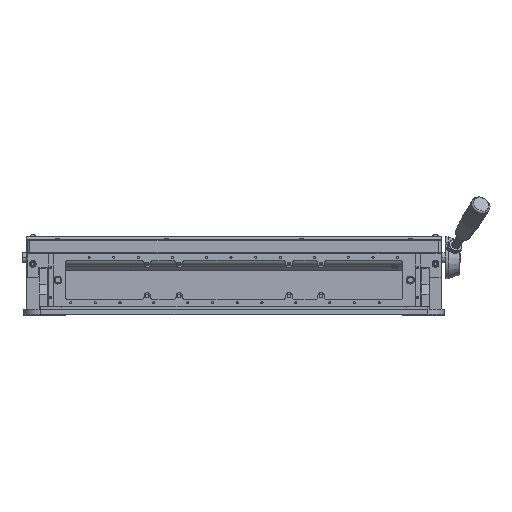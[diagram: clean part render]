
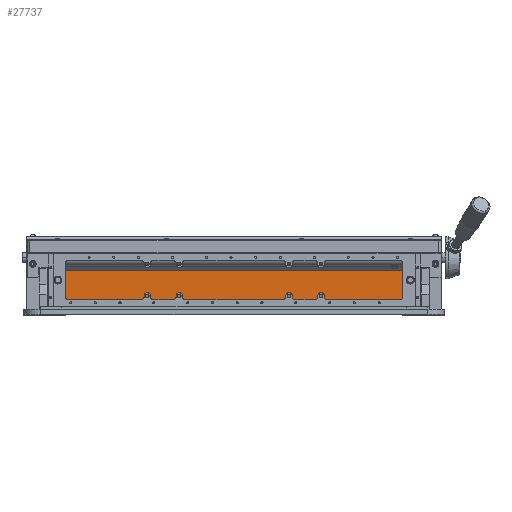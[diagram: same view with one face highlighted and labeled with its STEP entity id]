
A CAD part, top view. The second image highlights one B-rep face of the part: STEP entity #27737.
In plain terms, the highlighted planar face has unit normal (0, 0, 1).
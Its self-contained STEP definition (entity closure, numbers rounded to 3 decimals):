
#488 = CARTESIAN_POINT ( 'NONE',  ( 239.5, -65.042, -69.292 ) ) ;
#775 = CARTESIAN_POINT ( 'NONE',  ( -247., -38.347, -69.292 ) ) ;
#1102 = CARTESIAN_POINT ( 'NONE',  ( -247., -38.347, -69.292 ) ) ;
#1549 = DIRECTION ( 'NONE',  ( 1., 0., 0. ) ) ;
#1555 = DIRECTION ( 'NONE',  ( 0., 0., -1. ) ) ;
#2577 = AXIS2_PLACEMENT_3D ( 'NONE', #14925, #11960, #1549 ) ;
#2634 = CARTESIAN_POINT ( 'NONE',  ( 237.25, -65.042, -69.292 ) ) ;
#3151 = VERTEX_POINT ( 'NONE', #24110 ) ;
#3308 = VECTOR ( 'NONE', #28741, 1000. ) ;
#5254 = ORIENTED_EDGE ( 'NONE', *, *, #25383, .F. ) ;
#7396 = VECTOR ( 'NONE', #36884, 1000. ) ;
#7667 = DIRECTION ( 'NONE',  ( 1., 0., 0. ) ) ;
#8440 = LINE ( 'NONE', #19240, #7396 ) ;
#8660 = DIRECTION ( 'NONE',  ( 1., 0., 0. ) ) ;
#9681 = DIRECTION ( 'NONE',  ( 1., 0., 0. ) ) ;
#11309 = EDGE_CURVE ( 'NONE', #41082, #22506, #24543, .T. ) ;
#11960 = DIRECTION ( 'NONE',  ( 0., 0., 1. ) ) ;
#12035 = EDGE_CURVE ( 'NONE', #28070, #22506, #15759, .T. ) ;
#12687 = CIRCLE ( 'NONE', #2577, 2.25 ) ;
#12892 = CARTESIAN_POINT ( 'NONE',  ( -237.25, -65.042, -69.292 ) ) ;
#14118 = CIRCLE ( 'NONE', #35169, 2.25 ) ;
#14469 = CARTESIAN_POINT ( 'NONE',  ( -241.75, -65.042, -69.292 ) ) ;
#14925 = CARTESIAN_POINT ( 'NONE',  ( -239.5, -65.042, -69.292 ) ) ;
#15498 = CIRCLE ( 'NONE', #39074, 2.25 ) ;
#15759 = LINE ( 'NONE', #33393, #34235 ) ;
#15847 = VECTOR ( 'NONE', #16931, 1000. ) ;
#16080 = VERTEX_POINT ( 'NONE', #14469 ) ;
#16931 = DIRECTION ( 'NONE',  ( 1., 0., 0. ) ) ;
#17000 = AXIS2_PLACEMENT_3D ( 'NONE', #24224, #1555, #41187 ) ;
#18331 = CARTESIAN_POINT ( 'NONE',  ( 247., -38.347, -69.292 ) ) ;
#18638 = EDGE_CURVE ( 'NONE', #30837, #28070, #8440, .T. ) ;
#18896 = CARTESIAN_POINT ( 'NONE',  ( -239.5, -65.042, -69.292 ) ) ;
#19240 = CARTESIAN_POINT ( 'NONE',  ( 247., -90.042, -69.292 ) ) ;
#20087 = ORIENTED_EDGE ( 'NONE', *, *, #24381, .F. ) ;
#20132 = EDGE_CURVE ( 'NONE', #41082, #30837, #40656, .T. ) ;
#22014 = CIRCLE ( 'NONE', #37576, 2.25 ) ;
#22048 = EDGE_CURVE ( 'NONE', #3151, #31760, #22014, .T. ) ;
#22506 = VERTEX_POINT ( 'NONE', #18331 ) ;
#22581 = DIRECTION ( 'NONE',  ( 0., 0., 1. ) ) ;
#23789 = CARTESIAN_POINT ( 'NONE',  ( -247., -90.042, -69.292 ) ) ;
#24110 = CARTESIAN_POINT ( 'NONE',  ( 241.75, -65.042, -69.292 ) ) ;
#24224 = CARTESIAN_POINT ( 'NONE',  ( 247., -38.042, -69.292 ) ) ;
#24381 = EDGE_CURVE ( 'NONE', #31760, #3151, #14118, .T. ) ;
#24420 = DIRECTION ( 'NONE',  ( 0., 0., 1. ) ) ;
#24543 = LINE ( 'NONE', #1102, #15847 ) ;
#25383 = EDGE_CURVE ( 'NONE', #16080, #33743, #15498, .T. ) ;
#26594 = FACE_OUTER_BOUND ( 'NONE', #31550, .T. ) ;
#26989 = ORIENTED_EDGE ( 'NONE', *, *, #11309, .F. ) ;
#27737 = ADVANCED_FACE ( 'NONE', ( #32773, #35325, #26594 ), #30987, .F. ) ;
#28070 = VERTEX_POINT ( 'NONE', #33203 ) ;
#28694 = ORIENTED_EDGE ( 'NONE', *, *, #28886, .F. ) ;
#28741 = DIRECTION ( 'NONE',  ( 0., -1., 0. ) ) ;
#28886 = EDGE_CURVE ( 'NONE', #33743, #16080, #12687, .T. ) ;
#30837 = VERTEX_POINT ( 'NONE', #23789 ) ;
#30987 = PLANE ( 'NONE',  #17000 ) ;
#31550 = EDGE_LOOP ( 'NONE', ( #26989, #36432, #34183, #38700 ) ) ;
#31760 = VERTEX_POINT ( 'NONE', #2634 ) ;
#32773 = FACE_BOUND ( 'NONE', #40569, .T. ) ;
#33203 = CARTESIAN_POINT ( 'NONE',  ( 247., -90.042, -69.292 ) ) ;
#33393 = CARTESIAN_POINT ( 'NONE',  ( 247., -38.042, -69.292 ) ) ;
#33743 = VERTEX_POINT ( 'NONE', #12892 ) ;
#34183 = ORIENTED_EDGE ( 'NONE', *, *, #18638, .T. ) ;
#34235 = VECTOR ( 'NONE', #36969, 1000. ) ;
#35169 = AXIS2_PLACEMENT_3D ( 'NONE', #488, #40264, #7667 ) ;
#35325 = FACE_BOUND ( 'NONE', #41370, .T. ) ;
#36432 = ORIENTED_EDGE ( 'NONE', *, *, #20132, .T. ) ;
#36884 = DIRECTION ( 'NONE',  ( 1., 0., 0. ) ) ;
#36969 = DIRECTION ( 'NONE',  ( 0., 1., 0. ) ) ;
#37576 = AXIS2_PLACEMENT_3D ( 'NONE', #37780, #24420, #8660 ) ;
#37780 = CARTESIAN_POINT ( 'NONE',  ( 239.5, -65.042, -69.292 ) ) ;
#38700 = ORIENTED_EDGE ( 'NONE', *, *, #12035, .T. ) ;
#39074 = AXIS2_PLACEMENT_3D ( 'NONE', #18896, #22581, #9681 ) ;
#40264 = DIRECTION ( 'NONE',  ( 0., 0., 1. ) ) ;
#40569 = EDGE_LOOP ( 'NONE', ( #41937, #20087 ) ) ;
#40656 = LINE ( 'NONE', #41673, #3308 ) ;
#41082 = VERTEX_POINT ( 'NONE', #775 ) ;
#41187 = DIRECTION ( 'NONE',  ( 0., 1., 0. ) ) ;
#41370 = EDGE_LOOP ( 'NONE', ( #28694, #5254 ) ) ;
#41673 = CARTESIAN_POINT ( 'NONE',  ( -247., -90.042, -69.292 ) ) ;
#41937 = ORIENTED_EDGE ( 'NONE', *, *, #22048, .F. ) ;
